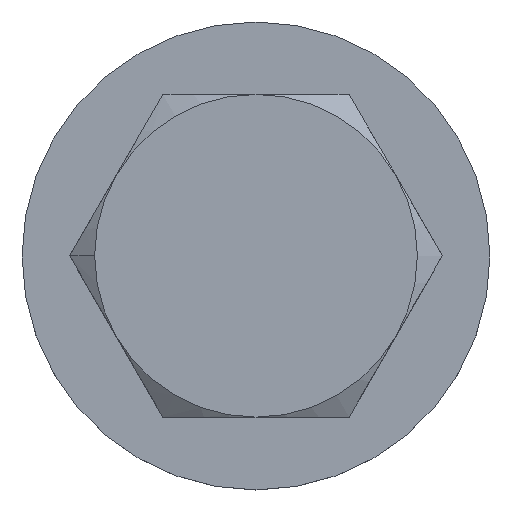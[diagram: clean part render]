
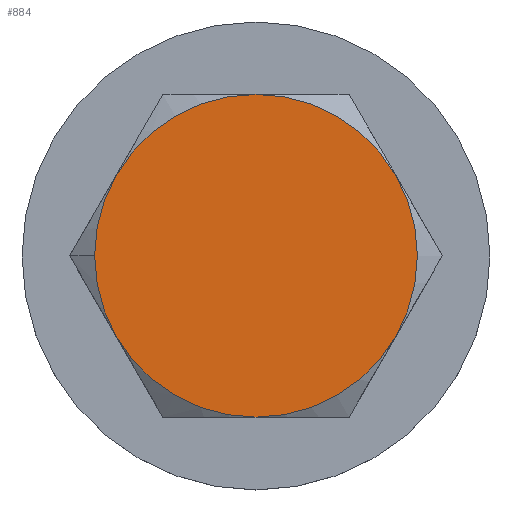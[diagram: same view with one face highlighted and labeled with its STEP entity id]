
A CAD part, top view. The second image highlights one B-rep face of the part: STEP entity #884.
In plain terms, the highlighted planar face has unit normal (0, 0, 1).
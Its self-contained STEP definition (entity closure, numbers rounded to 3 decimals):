
#7 = ORIENTED_EDGE ( 'NONE', *, *, #20, .F. ) ;
#9 = EDGE_CURVE ( 'NONE', #488, #832, #178, .T. ) ;
#20 = EDGE_CURVE ( 'NONE', #488, #277, #881, .T. ) ;
#34 = DIRECTION ( 'NONE',  ( 1., 0., 0. ) ) ;
#38 = AXIS2_PLACEMENT_3D ( 'NONE', #595, #452, #34 ) ;
#41 = CARTESIAN_POINT ( 'NONE',  ( 0., 0., 7. ) ) ;
#42 = EDGE_CURVE ( 'NONE', #199, #277, #530, .T. ) ;
#48 = DIRECTION ( 'NONE',  ( 0., 0., 1. ) ) ;
#61 = ORIENTED_EDGE ( 'NONE', *, *, #42, .T. ) ;
#63 = VERTEX_POINT ( 'NONE', #868 ) ;
#109 = DIRECTION ( 'NONE',  ( 1., 0., 0. ) ) ;
#122 = VERTEX_POINT ( 'NONE', #822 ) ;
#142 = CARTESIAN_POINT ( 'NONE',  ( 0., 0., 7. ) ) ;
#162 = VERTEX_POINT ( 'NONE', #314 ) ;
#167 = ORIENTED_EDGE ( 'NONE', *, *, #495, .T. ) ;
#175 = AXIS2_PLACEMENT_3D ( 'NONE', #705, #292, #761 ) ;
#178 = CIRCLE ( 'NONE', #679, 10. ) ;
#199 = VERTEX_POINT ( 'NONE', #529 ) ;
#200 = CARTESIAN_POINT ( 'NONE',  ( -10., 0., 7. ) ) ;
#229 = EDGE_CURVE ( 'NONE', #832, #162, #744, .T. ) ;
#277 = VERTEX_POINT ( 'NONE', #797 ) ;
#292 = DIRECTION ( 'NONE',  ( 0., 0., 1. ) ) ;
#293 = EDGE_LOOP ( 'NONE', ( #545, #61, #7, #382, #463, #167, #692 ) ) ;
#310 = CARTESIAN_POINT ( 'NONE',  ( 0., 0., 7. ) ) ;
#314 = CARTESIAN_POINT ( 'NONE',  ( -8.66, -5., 7. ) ) ;
#349 = CARTESIAN_POINT ( 'NONE',  ( 0., 0., 7. ) ) ;
#355 = DIRECTION ( 'NONE',  ( 0., 0., 1. ) ) ;
#378 = DIRECTION ( 'NONE',  ( 1., 0., 0. ) ) ;
#380 = EDGE_CURVE ( 'NONE', #63, #199, #703, .T. ) ;
#382 = ORIENTED_EDGE ( 'NONE', *, *, #9, .T. ) ;
#401 = AXIS2_PLACEMENT_3D ( 'NONE', #310, #778, #378 ) ;
#413 = DIRECTION ( 'NONE',  ( 1., 0., 0. ) ) ;
#442 = AXIS2_PLACEMENT_3D ( 'NONE', #753, #355, #821 ) ;
#452 = DIRECTION ( 'NONE',  ( 0., 0., 1. ) ) ;
#463 = ORIENTED_EDGE ( 'NONE', *, *, #229, .T. ) ;
#469 = CARTESIAN_POINT ( 'NONE',  ( 0., 0., 7. ) ) ;
#488 = VERTEX_POINT ( 'NONE', #816 ) ;
#495 = EDGE_CURVE ( 'NONE', #162, #122, #779, .T. ) ;
#529 = CARTESIAN_POINT ( 'NONE',  ( 8.66, 5., 7. ) ) ;
#530 = CIRCLE ( 'NONE', #585, 10. ) ;
#536 = DIRECTION ( 'NONE',  ( 0., 0., 1. ) ) ;
#544 = DIRECTION ( 'NONE',  ( 1., 0., 0. ) ) ;
#545 = ORIENTED_EDGE ( 'NONE', *, *, #380, .T. ) ;
#585 = AXIS2_PLACEMENT_3D ( 'NONE', #469, #48, #544 ) ;
#595 = CARTESIAN_POINT ( 'NONE',  ( 0., 0., 7. ) ) ;
#652 = AXIS2_PLACEMENT_3D ( 'NONE', #142, #865, #798 ) ;
#679 = AXIS2_PLACEMENT_3D ( 'NONE', #41, #536, #109 ) ;
#692 = ORIENTED_EDGE ( 'NONE', *, *, #803, .T. ) ;
#703 = CIRCLE ( 'NONE', #175, 10. ) ;
#705 = CARTESIAN_POINT ( 'NONE',  ( 0., 0., 7. ) ) ;
#726 = PLANE ( 'NONE',  #38 ) ;
#744 = CIRCLE ( 'NONE', #401, 10. ) ;
#753 = CARTESIAN_POINT ( 'NONE',  ( 0., 0., 7. ) ) ;
#761 = DIRECTION ( 'NONE',  ( 1., 0., 0. ) ) ;
#776 = FACE_OUTER_BOUND ( 'NONE', #293, .T. ) ;
#778 = DIRECTION ( 'NONE',  ( 0., 0., 1. ) ) ;
#779 = CIRCLE ( 'NONE', #442, 10. ) ;
#797 = CARTESIAN_POINT ( 'NONE',  ( 0., 10., 7. ) ) ;
#798 = DIRECTION ( 'NONE',  ( -1., 0., 0. ) ) ;
#801 = CIRCLE ( 'NONE', #838, 10. ) ;
#803 = EDGE_CURVE ( 'NONE', #122, #63, #801, .T. ) ;
#812 = DIRECTION ( 'NONE',  ( 0., 0., 1. ) ) ;
#816 = CARTESIAN_POINT ( 'NONE',  ( -8.66, 5., 7. ) ) ;
#821 = DIRECTION ( 'NONE',  ( 1., 0., 0. ) ) ;
#822 = CARTESIAN_POINT ( 'NONE',  ( 0., -10., 7. ) ) ;
#832 = VERTEX_POINT ( 'NONE', #200 ) ;
#838 = AXIS2_PLACEMENT_3D ( 'NONE', #349, #812, #413 ) ;
#865 = DIRECTION ( 'NONE',  ( 0., 0., -1. ) ) ;
#868 = CARTESIAN_POINT ( 'NONE',  ( 8.66, -5., 7. ) ) ;
#881 = CIRCLE ( 'NONE', #652, 10. ) ;
#884 = ADVANCED_FACE ( 'NONE', ( #776 ), #726, .T. ) ;
